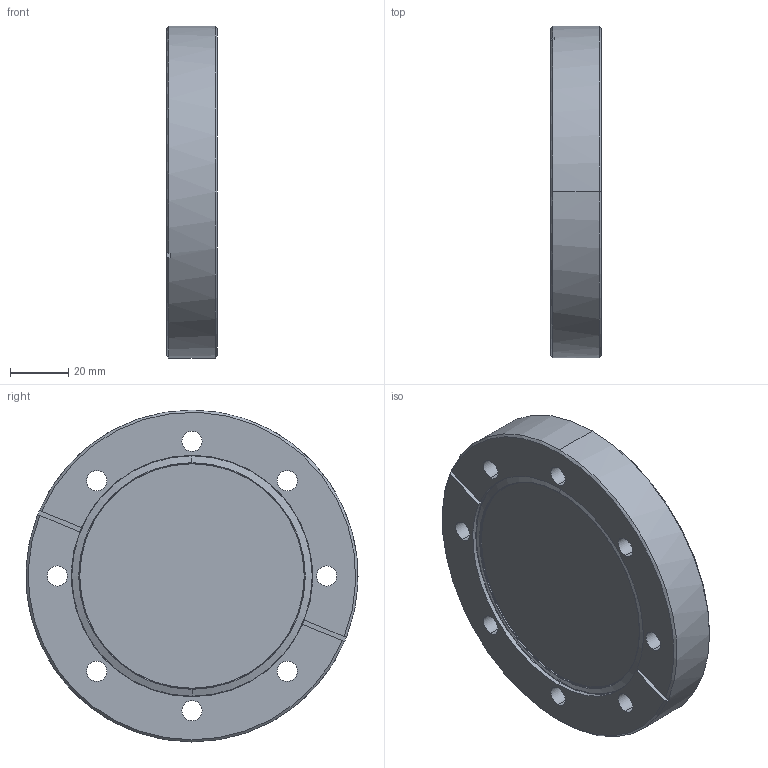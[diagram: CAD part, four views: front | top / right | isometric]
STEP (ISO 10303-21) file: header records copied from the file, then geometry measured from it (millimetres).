
FILE_DESCRIPTION (( 'STEP AP203' ), '1' );
FILE_NAME ('130018_D.STEP', '2024-03-18T03:58:44', ( '' ), ( '' ), 'SwSTEP 2.0', 'SolidWorks 2022', '' );
FILE_SCHEMA (( 'CONFIG_CONTROL_DESIGN' ));
Length unit declared in the file: inch
Products named in the file (1): 130018_D
Bounding box: 17.27 x 113.54 x 113.54 mm (x, y, z)
Volume: 162593.5 mm3; surface area: 29098.7 mm2
Topology: 1 solids, 1 shells, 45 faces, 116 edges, 73 vertices
Faces by surface type: cylinder 20, plane 10, cone 9, torus 6
Entity records: 1510 total; most frequent: DIRECTION 273, CARTESIAN_POINT 247, ORIENTED_EDGE 232, EDGE_CURVE 116, AXIS2_PLACEMENT_3D 115, VERTEX_POINT 73, CIRCLE 69, EDGE_LOOP 61
